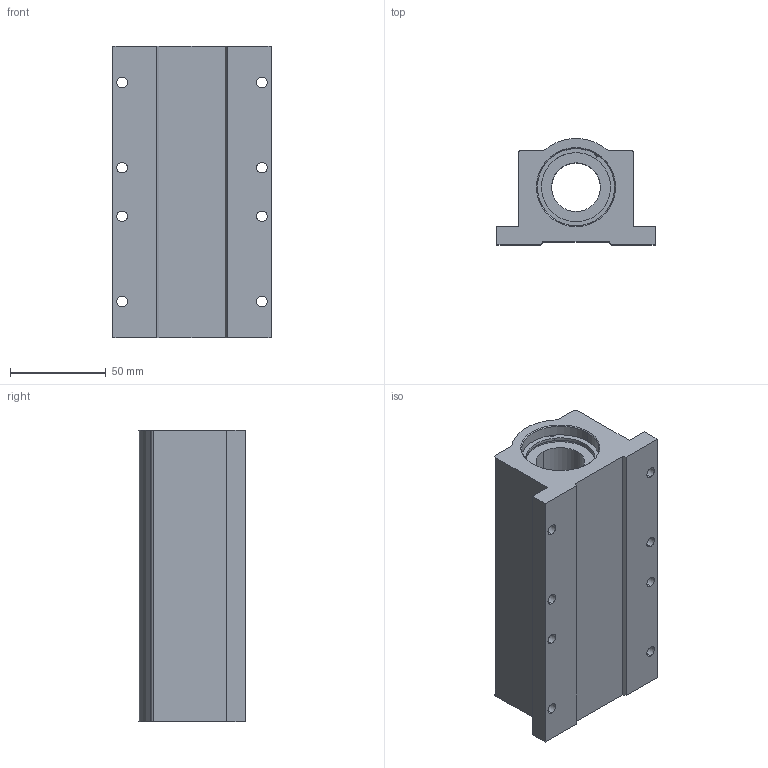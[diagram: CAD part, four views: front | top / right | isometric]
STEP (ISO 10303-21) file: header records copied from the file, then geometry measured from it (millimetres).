
FILE_DESCRIPTION (( 'STEP AP214' ), '1' );
FILE_NAME ('PillowBlock_3F87AD4E16.step', '2022-12-13T17:24:29', ( '' ), ( '' ), 'SwSTEP 2.0', 'SolidWorks 2019', '' );
FILE_SCHEMA (( 'AUTOMOTIVE_DESIGN' ));
Length unit declared in the file: inch
Products named in the file (3): bib5p18IFN_CADModel_0; PillowBlock_3F87AD4E16
Assembly tree (1 placements, depth 2):
  bib5p18IFN_CADModel_0
  PillowBlock_3F87AD4E16
    bib5p18IFN_CADModel_0
Bounding box: 82.55 x 55.47 x 152.4 mm (x, y, z)
Volume: 395415.3 mm3; surface area: 101025.5 mm2
Topology: 6 solids, 6 shells, 196 faces, 450 edges, 284 vertices
Faces by surface type: cylinder 97, plane 55, torus 32, cone 12
Entity records: 8356 total; most frequent: DIRECTION 1118, CARTESIAN_POINT 935, ORIENTED_EDGE 900, AXIS2_PLACEMENT_3D 467, EDGE_CURVE 450, VERTEX_POINT 284, CIRCLE 266, EDGE_LOOP 238
